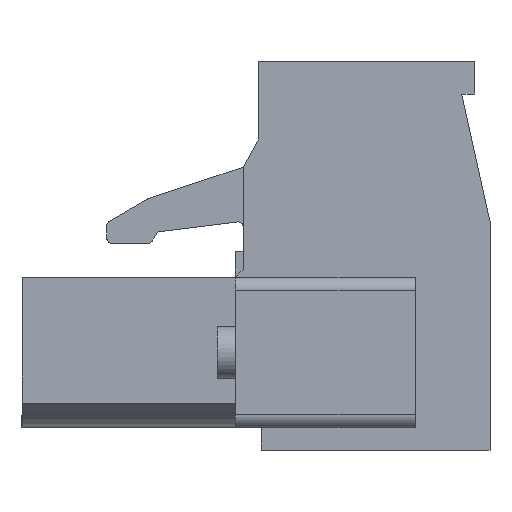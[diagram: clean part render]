
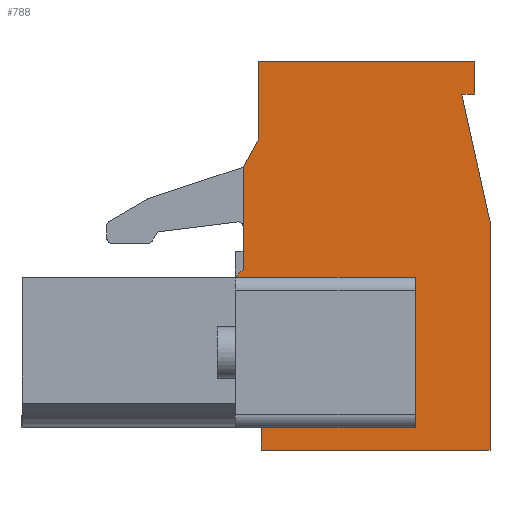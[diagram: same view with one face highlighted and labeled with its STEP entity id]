
A CAD part, left-side view. The second image highlights one B-rep face of the part: STEP entity #788.
In plain terms, the highlighted planar face has unit normal (-1, 0, 0).
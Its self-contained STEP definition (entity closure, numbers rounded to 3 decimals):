
#788 = ADVANCED_FACE( '', ( #1795 ), #1796, .T. );
#1795 = FACE_OUTER_BOUND( '', #3118, .T. );
#1796 = PLANE( '', #3119 );
#3118 = EDGE_LOOP( '', ( #5018, #5019, #5020, #5021, #5022, #5023, #5024, #5025, #5026, #5027, #5028, #5029, #5030, #5031 ) );
#3119 = AXIS2_PLACEMENT_3D( '', #5032, #5033, #5034 );
#5018 = ORIENTED_EDGE( '', *, *, #8253, .F. );
#5019 = ORIENTED_EDGE( '', *, *, #8476, .F. );
#5020 = ORIENTED_EDGE( '', *, *, #8477, .F. );
#5021 = ORIENTED_EDGE( '', *, *, #8179, .T. );
#5022 = ORIENTED_EDGE( '', *, *, #7945, .T. );
#5023 = ORIENTED_EDGE( '', *, *, #8478, .T. );
#5024 = ORIENTED_EDGE( '', *, *, #7998, .T. );
#5025 = ORIENTED_EDGE( '', *, *, #8479, .T. );
#5026 = ORIENTED_EDGE( '', *, *, #8480, .T. );
#5027 = ORIENTED_EDGE( '', *, *, #8481, .T. );
#5028 = ORIENTED_EDGE( '', *, *, #8482, .T. );
#5029 = ORIENTED_EDGE( '', *, *, #8483, .T. );
#5030 = ORIENTED_EDGE( '', *, *, #8484, .T. );
#5031 = ORIENTED_EDGE( '', *, *, #8485, .T. );
#5032 = CARTESIAN_POINT( '', ( -6.62, 0., 0. ) );
#5033 = DIRECTION( '', ( -1., 0., 0. ) );
#5034 = DIRECTION( '', ( 0., 0., 1. ) );
#7945 = EDGE_CURVE( '', #9442, #9443, #9444, .T. );
#7998 = EDGE_CURVE( '', #9543, #9541, #9544, .T. );
#8179 = EDGE_CURVE( '', #9853, #9442, #9854, .T. );
#8253 = EDGE_CURVE( '', #9976, #9913, #9978, .T. );
#8476 = EDGE_CURVE( '', #10344, #9976, #10345, .T. );
#8477 = EDGE_CURVE( '', #9853, #10344, #10346, .T. );
#8478 = EDGE_CURVE( '', #9443, #9543, #10347, .T. );
#8479 = EDGE_CURVE( '', #9541, #10348, #10349, .T. );
#8480 = EDGE_CURVE( '', #10348, #10350, #10351, .T. );
#8481 = EDGE_CURVE( '', #10350, #10352, #10353, .T. );
#8482 = EDGE_CURVE( '', #10352, #10354, #10355, .T. );
#8483 = EDGE_CURVE( '', #10354, #10356, #10357, .T. );
#8484 = EDGE_CURVE( '', #10356, #10358, #10359, .T. );
#8485 = EDGE_CURVE( '', #10358, #9913, #10360, .F. );
#9442 = VERTEX_POINT( '', #11659 );
#9443 = VERTEX_POINT( '', #11660 );
#9444 = LINE( '', #11661, #11662 );
#9541 = VERTEX_POINT( '', #11803 );
#9543 = VERTEX_POINT( '', #11806 );
#9544 = LINE( '', #11807, #11808 );
#9853 = VERTEX_POINT( '', #12276 );
#9854 = LINE( '', #12277, #12278 );
#9913 = VERTEX_POINT( '', #12361 );
#9976 = VERTEX_POINT( '', #12453 );
#9978 = LINE( '', #12456, #12457 );
#10344 = VERTEX_POINT( '', #12966 );
#10345 = LINE( '', #12967, #12968 );
#10346 = LINE( '', #12969, #12970 );
#10347 = LINE( '', #12971, #12972 );
#10348 = VERTEX_POINT( '', #12973 );
#10349 = LINE( '', #12974, #12975 );
#10350 = VERTEX_POINT( '', #12976 );
#10351 = LINE( '', #12977, #12978 );
#10352 = VERTEX_POINT( '', #12979 );
#10353 = LINE( '', #12980, #12981 );
#10354 = VERTEX_POINT( '', #12982 );
#10355 = LINE( '', #12983, #12984 );
#10356 = VERTEX_POINT( '', #12985 );
#10357 = LINE( '', #12986, #12987 );
#10358 = VERTEX_POINT( '', #12988 );
#10359 = LINE( '', #12989, #12990 );
#10360 = LINE( '', #12991, #12992 );
#11659 = CARTESIAN_POINT( '', ( -6.62, 4.45, -4.45 ) );
#11660 = CARTESIAN_POINT( '', ( -6.62, -4.45, -4.45 ) );
#11661 = CARTESIAN_POINT( '', ( -6.62, 4.45, -4.45 ) );
#11662 = VECTOR( '', #14892, 1000. );
#11803 = CARTESIAN_POINT( '', ( -6.62, -3.35, 9.4 ) );
#11806 = CARTESIAN_POINT( '', ( -6.62, -4.45, 4.45 ) );
#11807 = CARTESIAN_POINT( '', ( -6.62, -4.45, 4.45 ) );
#11808 = VECTOR( '', #14941, 1000. );
#12276 = CARTESIAN_POINT( '', ( -6.62, 4.45, -3.575 ) );
#12277 = CARTESIAN_POINT( '', ( -6.62, 4.45, -3.575 ) );
#12278 = VECTOR( '', #15144, 1000. );
#12361 = CARTESIAN_POINT( '', ( -6.62, 5.45, 2.275 ) );
#12453 = CARTESIAN_POINT( '', ( -6.62, -1.55, 2.275 ) );
#12456 = CARTESIAN_POINT( '', ( -6.62, -1.55, 2.275 ) );
#12457 = VECTOR( '', #15214, 1000. );
#12966 = CARTESIAN_POINT( '', ( -6.62, -1.55, -3.575 ) );
#12967 = CARTESIAN_POINT( '', ( -6.62, -1.55, -3.575 ) );
#12968 = VECTOR( '', #15469, 1000. );
#12969 = CARTESIAN_POINT( '', ( -6.62, 5.45, -3.575 ) );
#12970 = VECTOR( '', #15470, 1000. );
#12971 = CARTESIAN_POINT( '', ( -6.62, -4.45, -4.45 ) );
#12972 = VECTOR( '', #15471, 1000. );
#12973 = CARTESIAN_POINT( '', ( -6.62, -3.85, 9.4 ) );
#12974 = CARTESIAN_POINT( '', ( -6.62, -3.35, 9.4 ) );
#12975 = VECTOR( '', #15472, 1000. );
#12976 = CARTESIAN_POINT( '', ( -6.62, -3.85, 10.65 ) );
#12977 = CARTESIAN_POINT( '', ( -6.62, -3.85, 9.4 ) );
#12978 = VECTOR( '', #15473, 1000. );
#12979 = CARTESIAN_POINT( '', ( -6.62, 4.55, 10.65 ) );
#12980 = CARTESIAN_POINT( '', ( -6.62, -3.85, 10.65 ) );
#12981 = VECTOR( '', #15474, 1000. );
#12982 = CARTESIAN_POINT( '', ( -6.62, 4.55, 7.65 ) );
#12983 = CARTESIAN_POINT( '', ( -6.62, 4.55, 10.65 ) );
#12984 = VECTOR( '', #15475, 1000. );
#12985 = CARTESIAN_POINT( '', ( -6.62, 5.15, 6.55 ) );
#12986 = CARTESIAN_POINT( '', ( -6.62, 4.55, 7.65 ) );
#12987 = VECTOR( '', #15476, 1000. );
#12988 = CARTESIAN_POINT( '', ( -6.62, 5.15, 2.575 ) );
#12989 = CARTESIAN_POINT( '', ( -6.62, 5.15, 6.55 ) );
#12990 = VECTOR( '', #15477, 1000. );
#12991 = CARTESIAN_POINT( '', ( -6.62, 5.15, 2.575 ) );
#12992 = VECTOR( '', #15478, 1000. );
#14892 = DIRECTION( '', ( 0., -1., 0. ) );
#14941 = DIRECTION( '', ( 0., 0.217, 0.976 ) );
#15144 = DIRECTION( '', ( 0., 0., -1. ) );
#15214 = DIRECTION( '', ( 0., 1., 0. ) );
#15469 = DIRECTION( '', ( 0., 0., 1. ) );
#15470 = DIRECTION( '', ( 0., -1., 0. ) );
#15471 = DIRECTION( '', ( 0., 0., 1. ) );
#15472 = DIRECTION( '', ( 0., -1., 0. ) );
#15473 = DIRECTION( '', ( 0., 0., 1. ) );
#15474 = DIRECTION( '', ( 0., 1., 0. ) );
#15475 = DIRECTION( '', ( 0., 0., -1. ) );
#15476 = DIRECTION( '', ( 0., 0.479, -0.878 ) );
#15477 = DIRECTION( '', ( 0., 0., -1. ) );
#15478 = DIRECTION( '', ( 0., -0.707, 0.707 ) );
